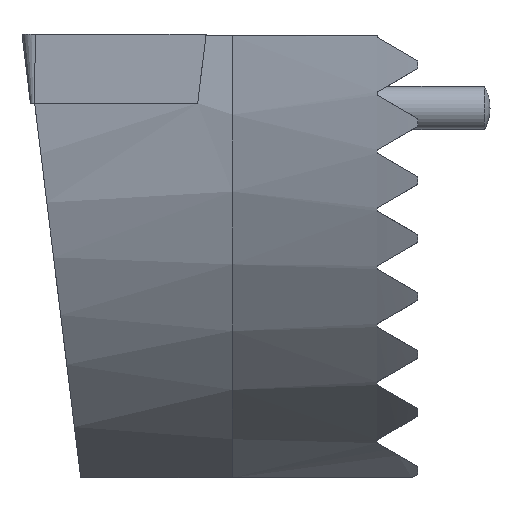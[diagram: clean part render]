
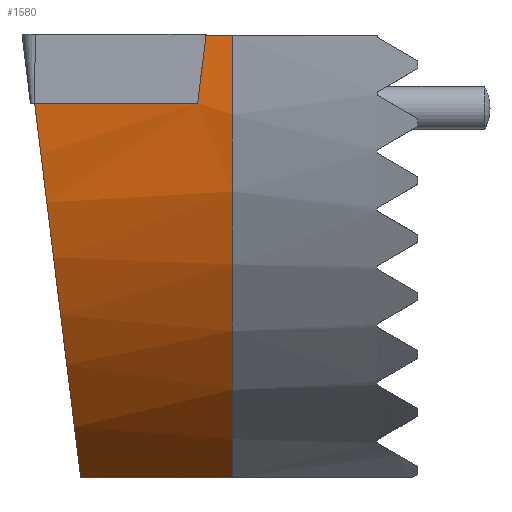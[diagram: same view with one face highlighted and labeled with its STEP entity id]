
A CAD part, left-side view. The second image highlights one B-rep face of the part: STEP entity #1580.
In plain terms, the highlighted free-form (B-spline) face has degree [1, 2] with [2, 3] control points.
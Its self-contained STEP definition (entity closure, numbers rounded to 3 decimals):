
#456=FACE_OUTER_BOUND('',#544,.T.);
#544=EDGE_LOOP('',(#1097,#1098,#1099,#1100,#1101,#1102));
#636=CIRCLE('',#1761,33.5);
#692=B_SPLINE_CURVE_WITH_KNOTS('',3,(#2471,#2472,#2473,#2474),
 .UNSPECIFIED.,.F.,.F.,(4,4),(0.,1.101),.UNSPECIFIED.);
#693=B_SPLINE_CURVE_WITH_KNOTS('',3,(#2478,#2479,#2480,#2481),
 .UNSPECIFIED.,.F.,.F.,(4,4),(1.306,1.49),
 .UNSPECIFIED.);
#694=B_SPLINE_CURVE_WITH_KNOTS('',3,(#2483,#2484,#2485,#2486),
 .UNSPECIFIED.,.F.,.F.,(4,4),(0.05,0.521),
 .UNSPECIFIED.);
#695=B_SPLINE_CURVE_WITH_KNOTS('',3,(#2488,#2489,#2490,#2491),
 .UNSPECIFIED.,.F.,.F.,(4,4),(0.052,1.194),
 .UNSPECIFIED.);
#696=B_SPLINE_CURVE_WITH_KNOTS('',3,(#2492,#2493,#2494,#2495,#2496,#2497,
#2498,#2499),.UNSPECIFIED.,.F.,.F.,(4,2,2,4),(0.103,1.399,
2.646,3.371),.UNSPECIFIED.);
#697=VERTEX_POINT('',#2469);
#698=VERTEX_POINT('',#2470);
#699=VERTEX_POINT('',#2475);
#700=VERTEX_POINT('',#2477);
#701=VERTEX_POINT('',#2482);
#702=VERTEX_POINT('',#2487);
#856=EDGE_CURVE('',#697,#698,#692,.T.);
#857=EDGE_CURVE('',#699,#697,#636,.T.);
#858=EDGE_CURVE('',#700,#699,#693,.T.);
#859=EDGE_CURVE('',#701,#700,#694,.T.);
#860=EDGE_CURVE('',#702,#701,#695,.T.);
#861=EDGE_CURVE('',#698,#702,#696,.T.);
#1097=ORIENTED_EDGE('',*,*,#856,.F.);
#1098=ORIENTED_EDGE('',*,*,#857,.F.);
#1099=ORIENTED_EDGE('',*,*,#858,.F.);
#1100=ORIENTED_EDGE('',*,*,#859,.F.);
#1101=ORIENTED_EDGE('',*,*,#860,.F.);
#1102=ORIENTED_EDGE('',*,*,#861,.F.);
#1579=(
BOUNDED_SURFACE()
B_SPLINE_SURFACE(1,2,((#2463,#2464,#2465),(#2466,#2467,#2468)),
 .UNSPECIFIED.,.F.,.F.,.F.)
B_SPLINE_SURFACE_WITH_KNOTS((2,2),(3,3),(-2.388,0.),(0.,1.484),
 .UNSPECIFIED.)
GEOMETRIC_REPRESENTATION_ITEM()
RATIONAL_B_SPLINE_SURFACE(((1.,0.737,1.),(1.,0.737,
1.)))
REPRESENTATION_ITEM('')
SURFACE()
);
#1580=ADVANCED_FACE('',(#456),#1579,.F.);
#1761=AXIS2_PLACEMENT_3D('',#2476,#1949,#1950);
#1949=DIRECTION('center_axis',(0.,-1.,0.));
#1950=DIRECTION('ref_axis',(-0.996,0.,0.092));
#2463=CARTESIAN_POINT('Ctrl Pts',(-74.785,36.32,7.84));
#2464=CARTESIAN_POINT('Ctrl Pts',(-81.975,36.32,-25.894));
#2465=CARTESIAN_POINT('Ctrl Pts',(-48.987,36.32,-35.971));
#2466=CARTESIAN_POINT('Ctrl Pts',(-70.867,12.8,6.48));
#2467=CARTESIAN_POINT('Ctrl Pts',(-76.81,12.8,-23.662));
#2468=CARTESIAN_POINT('Ctrl Pts',(-47.294,12.8,-32.185));
#2469=CARTESIAN_POINT('',(-51.856,12.8,-30.5));
#2470=CARTESIAN_POINT('',(-55.825,23.255,-30.5));
#2471=CARTESIAN_POINT('Ctrl Pts',(-51.856,12.8,-30.5));
#2472=CARTESIAN_POINT('Ctrl Pts',(-53.283,16.18,-30.5));
#2473=CARTESIAN_POINT('Ctrl Pts',(-54.621,19.78,-30.5));
#2474=CARTESIAN_POINT('Ctrl Pts',(-55.825,23.255,-30.5));
#2475=CARTESIAN_POINT('',(-71.5,12.8,0.));
#2476=CARTESIAN_POINT('Origin',(-38.,12.8,0.));
#2477=CARTESIAN_POINT('',(-71.816,14.612,0.));
#2478=CARTESIAN_POINT('Ctrl Pts',(-71.816,14.612,0.));
#2479=CARTESIAN_POINT('Ctrl Pts',(-71.711,14.008,0.));
#2480=CARTESIAN_POINT('Ctrl Pts',(-71.605,13.404,0.));
#2481=CARTESIAN_POINT('Ctrl Pts',(-71.5,12.8,0.));
#2482=CARTESIAN_POINT('',(-71.595,15.184,-4.66));
#2483=CARTESIAN_POINT('Ctrl Pts',(-71.595,15.184,-4.66));
#2484=CARTESIAN_POINT('Ctrl Pts',(-71.776,14.995,-3.114));
#2485=CARTESIAN_POINT('Ctrl Pts',(-71.85,14.803,-1.557));
#2486=CARTESIAN_POINT('Ctrl Pts',(-71.816,14.612,0.));
#2487=CARTESIAN_POINT('',(-73.577,26.428,-4.66));
#2488=CARTESIAN_POINT('Ctrl Pts',(-73.577,26.428,-4.66));
#2489=CARTESIAN_POINT('Ctrl Pts',(-72.916,22.68,-4.66));
#2490=CARTESIAN_POINT('Ctrl Pts',(-72.256,18.932,-4.66));
#2491=CARTESIAN_POINT('Ctrl Pts',(-71.595,15.184,-4.66));
#2492=CARTESIAN_POINT('Ctrl Pts',(-55.825,23.255,-30.5));
#2493=CARTESIAN_POINT('Ctrl Pts',(-59.567,23.517,-28.366));
#2494=CARTESIAN_POINT('Ctrl Pts',(-62.893,23.859,-25.579));
#2495=CARTESIAN_POINT('Ctrl Pts',(-68.296,24.656,-19.094));
#2496=CARTESIAN_POINT('Ctrl Pts',(-70.375,25.099,-15.485));
#2497=CARTESIAN_POINT('Ctrl Pts',(-72.62,25.852,-9.352));
#2498=CARTESIAN_POINT('Ctrl Pts',(-73.216,26.138,-7.024));
#2499=CARTESIAN_POINT('Ctrl Pts',(-73.577,26.428,-4.66));
